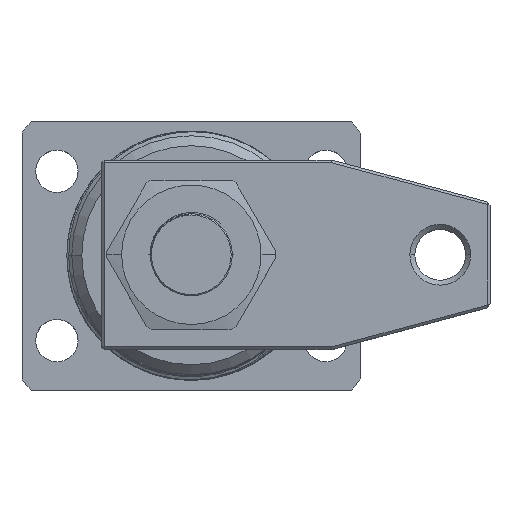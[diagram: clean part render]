
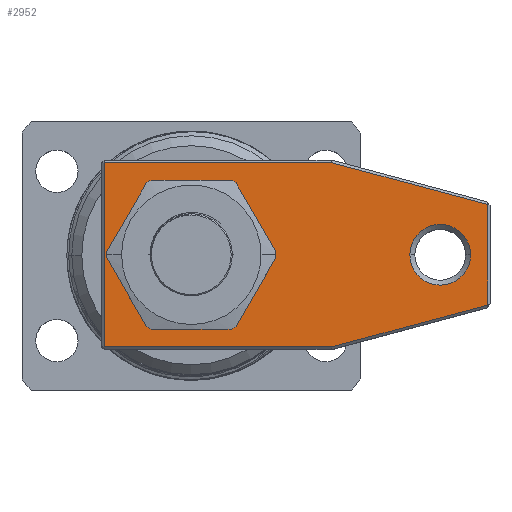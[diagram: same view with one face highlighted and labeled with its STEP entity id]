
A CAD part, top view. The second image highlights one B-rep face of the part: STEP entity #2952.
In plain terms, the highlighted planar face has unit normal (0, 0, 1).
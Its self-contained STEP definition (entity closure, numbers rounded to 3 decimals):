
#1 = EDGE_LOOP ( 'NONE', ( #2224, #11067 ) ) ;
#45 = EDGE_CURVE ( 'NONE', #420, #1200, #4351, .T. ) ;
#47 = EDGE_LOOP ( 'NONE', ( #10781, #3755 ) ) ;
#171 = ORIENTED_EDGE ( 'NONE', *, *, #1337, .T. ) ;
#174 = CARTESIAN_POINT ( 'NONE',  ( -19.362, 18.5, 19. ) ) ;
#335 = CARTESIAN_POINT ( 'NONE',  ( 0., 18.5, 19. ) ) ;
#420 = VERTEX_POINT ( 'NONE', #9235 ) ;
#506 = EDGE_CURVE ( 'NONE', #10210, #1797, #5159, .T. ) ;
#682 = EDGE_CURVE ( 'NONE', #7340, #10568, #10803, .T. ) ;
#807 = VERTEX_POINT ( 'NONE', #9845 ) ;
#892 = DIRECTION ( 'NONE',  ( -0.966, -0.259, 0. ) ) ;
#1197 = DIRECTION ( 'NONE',  ( -1., 0., 0. ) ) ;
#1200 = VERTEX_POINT ( 'NONE', #6841 ) ;
#1283 = EDGE_CURVE ( 'NONE', #807, #3499, #2524, .T. ) ;
#1337 = EDGE_CURVE ( 'NONE', #5157, #7314, #11078, .T. ) ;
#1397 = PLANE ( 'NONE',  #10186 ) ;
#1413 = CIRCLE ( 'NONE', #10643, 6.1 ) ;
#1420 = CARTESIAN_POINT ( 'NONE',  ( 8.849, 0., 19. ) ) ;
#1576 = EDGE_CURVE ( 'NONE', #1797, #10210, #1413, .T. ) ;
#1785 = DIRECTION ( 'NONE',  ( 0., 0., 1. ) ) ;
#1797 = VERTEX_POINT ( 'NONE', #5746 ) ;
#1916 = CARTESIAN_POINT ( 'NONE',  ( 0., -18.5, 19. ) ) ;
#1993 = VECTOR ( 'NONE', #5195, 1000. ) ;
#2005 = CARTESIAN_POINT ( 'NONE',  ( -41.151, 0., 19. ) ) ;
#2122 = CIRCLE ( 'NONE', #10675, 12. ) ;
#2224 = ORIENTED_EDGE ( 'NONE', *, *, #1283, .F. ) ;
#2303 = DIRECTION ( 'NONE',  ( 1., 0., 0. ) ) ;
#2332 = FACE_BOUND ( 'NONE', #1, .T. ) ;
#2524 = CIRCLE ( 'NONE', #5325, 12. ) ;
#2791 = ORIENTED_EDGE ( 'NONE', *, *, #9115, .T. ) ;
#2803 = DIRECTION ( 'NONE',  ( 1., 0., 0. ) ) ;
#2882 = CARTESIAN_POINT ( 'NONE',  ( -50.651, 10.116, 19. ) ) ;
#2885 = DIRECTION ( 'NONE',  ( -1., 0., 0. ) ) ;
#2952 = ADVANCED_FACE ( 'NONE', ( #4416, #2332, #9080 ), #1397, .F. ) ;
#3182 = LINE ( 'NONE', #5579, #9941 ) ;
#3391 = CARTESIAN_POINT ( 'NONE',  ( -41.151, 0., 19. ) ) ;
#3499 = VERTEX_POINT ( 'NONE', #5582 ) ;
#3755 = ORIENTED_EDGE ( 'NONE', *, *, #1576, .T. ) ;
#3851 = LINE ( 'NONE', #1916, #5655 ) ;
#4224 = AXIS2_PLACEMENT_3D ( 'NONE', #3391, #4274, #9536 ) ;
#4274 = DIRECTION ( 'NONE',  ( 0., 0., -1. ) ) ;
#4326 = VECTOR ( 'NONE', #892, 1000. ) ;
#4351 = LINE ( 'NONE', #5425, #1993 ) ;
#4416 = FACE_OUTER_BOUND ( 'NONE', #8589, .T. ) ;
#4769 = CARTESIAN_POINT ( 'NONE',  ( -19.362, -18.5, 19. ) ) ;
#4861 = ORIENTED_EDGE ( 'NONE', *, *, #682, .T. ) ;
#4957 = DIRECTION ( 'NONE',  ( -1., 0., 0. ) ) ;
#5157 = VERTEX_POINT ( 'NONE', #174 ) ;
#5159 = CIRCLE ( 'NONE', #4224, 6.1 ) ;
#5195 = DIRECTION ( 'NONE',  ( 0., 1., 0. ) ) ;
#5325 = AXIS2_PLACEMENT_3D ( 'NONE', #7063, #1785, #7949 ) ;
#5425 = CARTESIAN_POINT ( 'NONE',  ( 26.349, 0., 19. ) ) ;
#5579 = CARTESIAN_POINT ( 'NONE',  ( -50.651, 0., 19. ) ) ;
#5582 = CARTESIAN_POINT ( 'NONE',  ( -3.151, 0., 19. ) ) ;
#5655 = VECTOR ( 'NONE', #2803, 1000. ) ;
#5746 = CARTESIAN_POINT ( 'NONE',  ( -47.251, 0., 19. ) ) ;
#6142 = DIRECTION ( 'NONE',  ( 0.966, -0.259, 0. ) ) ;
#6223 = CARTESIAN_POINT ( 'NONE',  ( -5.922, -22.101, 19. ) ) ;
#6639 = ORIENTED_EDGE ( 'NONE', *, *, #45, .T. ) ;
#6841 = CARTESIAN_POINT ( 'NONE',  ( 26.349, 18.5, 19. ) ) ;
#6929 = ORIENTED_EDGE ( 'NONE', *, *, #10417, .T. ) ;
#7063 = CARTESIAN_POINT ( 'NONE',  ( 8.849, 0., 19. ) ) ;
#7309 = VECTOR ( 'NONE', #1197, 1000. ) ;
#7314 = VERTEX_POINT ( 'NONE', #2882 ) ;
#7340 = VERTEX_POINT ( 'NONE', #8746 ) ;
#7470 = ORIENTED_EDGE ( 'NONE', *, *, #9136, .T. ) ;
#7581 = DIRECTION ( 'NONE',  ( 0., 0., 1. ) ) ;
#7586 = LINE ( 'NONE', #335, #7309 ) ;
#7738 = EDGE_CURVE ( 'NONE', #3499, #807, #2122, .T. ) ;
#7949 = DIRECTION ( 'NONE',  ( 1., 0., 0. ) ) ;
#8155 = DIRECTION ( 'NONE',  ( 0., 0., -1. ) ) ;
#8456 = VECTOR ( 'NONE', #6142, 1000. ) ;
#8589 = EDGE_LOOP ( 'NONE', ( #7470, #171, #2791, #4861, #6929, #6639 ) ) ;
#8746 = CARTESIAN_POINT ( 'NONE',  ( -50.651, -10.116, 19. ) ) ;
#9080 = FACE_BOUND ( 'NONE', #47, .T. ) ;
#9115 = EDGE_CURVE ( 'NONE', #7314, #7340, #3182, .T. ) ;
#9136 = EDGE_CURVE ( 'NONE', #1200, #5157, #7586, .T. ) ;
#9235 = CARTESIAN_POINT ( 'NONE',  ( 26.349, -18.5, 19. ) ) ;
#9337 = CARTESIAN_POINT ( 'NONE',  ( 0., 0., 19. ) ) ;
#9536 = DIRECTION ( 'NONE',  ( -1., 0., 0. ) ) ;
#9845 = CARTESIAN_POINT ( 'NONE',  ( 20.849, 0., 19. ) ) ;
#9941 = VECTOR ( 'NONE', #10850, 1000. ) ;
#10186 = AXIS2_PLACEMENT_3D ( 'NONE', #9337, #10242, #4957 ) ;
#10210 = VERTEX_POINT ( 'NONE', #11376 ) ;
#10242 = DIRECTION ( 'NONE',  ( 0., 0., -1. ) ) ;
#10417 = EDGE_CURVE ( 'NONE', #10568, #420, #3851, .T. ) ;
#10568 = VERTEX_POINT ( 'NONE', #4769 ) ;
#10643 = AXIS2_PLACEMENT_3D ( 'NONE', #2005, #8155, #2885 ) ;
#10649 = CARTESIAN_POINT ( 'NONE',  ( -5.922, 22.101, 19. ) ) ;
#10675 = AXIS2_PLACEMENT_3D ( 'NONE', #1420, #7581, #2303 ) ;
#10781 = ORIENTED_EDGE ( 'NONE', *, *, #506, .T. ) ;
#10803 = LINE ( 'NONE', #6223, #8456 ) ;
#10850 = DIRECTION ( 'NONE',  ( 0., -1., 0. ) ) ;
#11067 = ORIENTED_EDGE ( 'NONE', *, *, #7738, .F. ) ;
#11078 = LINE ( 'NONE', #10649, #4326 ) ;
#11376 = CARTESIAN_POINT ( 'NONE',  ( -35.051, 0., 19. ) ) ;
